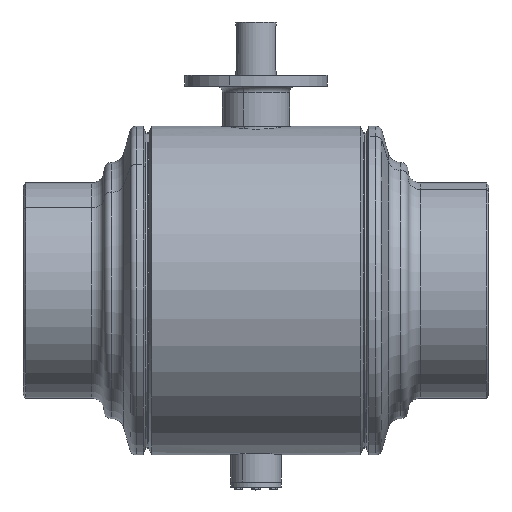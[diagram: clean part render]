
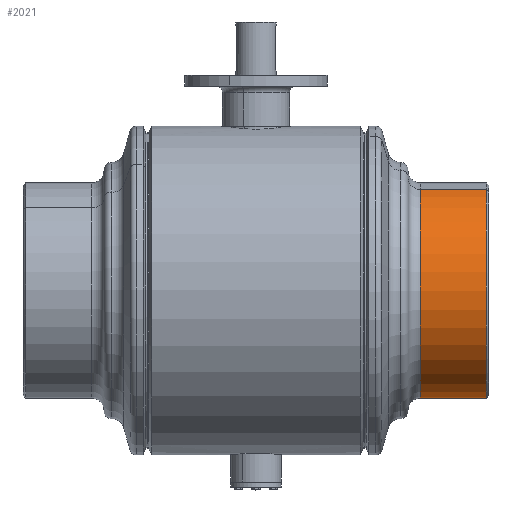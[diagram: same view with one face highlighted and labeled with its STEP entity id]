
A CAD part, top view. The second image highlights one B-rep face of the part: STEP entity #2021.
In plain terms, the highlighted cylindrical face has radius 265 mm (diameter 530 mm), a partial arc.
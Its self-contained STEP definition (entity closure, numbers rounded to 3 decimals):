
#958 = CARTESIAN_POINT ( 'NONE',  ( 0., -30., 0. ) ) ;
#1210 = DIRECTION ( 'NONE',  ( 0., 0., -1. ) ) ;
#1329 = LINE ( 'NONE', #3095, #8442 ) ;
#1869 = CARTESIAN_POINT ( 'NONE',  ( 0., -30., 265. ) ) ;
#1972 = VERTEX_POINT ( 'NONE', #10453 ) ;
#2021 = ADVANCED_FACE ( 'NONE', ( #6801 ), #2809, .T. ) ;
#2034 = EDGE_CURVE ( 'NONE', #1972, #4815, #3196, .T. ) ;
#2275 = DIRECTION ( 'NONE',  ( 0., -1., 0. ) ) ;
#2322 = DIRECTION ( 'NONE',  ( 0., -1., 0. ) ) ;
#2809 = CYLINDRICAL_SURFACE ( 'NONE', #3362, 265. ) ;
#3095 = CARTESIAN_POINT ( 'NONE',  ( 0., 0., 265. ) ) ;
#3196 = LINE ( 'NONE', #4071, #10749 ) ;
#3362 = AXIS2_PLACEMENT_3D ( 'NONE', #6126, #3743, #9469 ) ;
#3392 = ORIENTED_EDGE ( 'NONE', *, *, #9226, .T. ) ;
#3432 = DIRECTION ( 'NONE',  ( 0., -1., 0. ) ) ;
#3610 = CIRCLE ( 'NONE', #6083, 265. ) ;
#3743 = DIRECTION ( 'NONE',  ( 0., -1., 0. ) ) ;
#3993 = EDGE_LOOP ( 'NONE', ( #3392, #6095, #4095, #10540 ) ) ;
#4071 = CARTESIAN_POINT ( 'NONE',  ( 0., 0., -265. ) ) ;
#4095 = ORIENTED_EDGE ( 'NONE', *, *, #9819, .F. ) ;
#4724 = CARTESIAN_POINT ( 'NONE',  ( 0., -193., 0. ) ) ;
#4815 = VERTEX_POINT ( 'NONE', #8075 ) ;
#6083 = AXIS2_PLACEMENT_3D ( 'NONE', #958, #3432, #1210 ) ;
#6095 = ORIENTED_EDGE ( 'NONE', *, *, #10435, .T. ) ;
#6126 = CARTESIAN_POINT ( 'NONE',  ( 0., 0., 0. ) ) ;
#6801 = FACE_OUTER_BOUND ( 'NONE', #3993, .T. ) ;
#7166 = DIRECTION ( 'NONE',  ( 0., -1., 0. ) ) ;
#7312 = VERTEX_POINT ( 'NONE', #9593 ) ;
#8075 = CARTESIAN_POINT ( 'NONE',  ( 0., -193., -265. ) ) ;
#8175 = AXIS2_PLACEMENT_3D ( 'NONE', #4724, #7166, #8853 ) ;
#8442 = VECTOR ( 'NONE', #2275, 1000. ) ;
#8531 = CIRCLE ( 'NONE', #8175, 265. ) ;
#8853 = DIRECTION ( 'NONE',  ( 0., 0., -1. ) ) ;
#9226 = EDGE_CURVE ( 'NONE', #1972, #9632, #3610, .T. ) ;
#9469 = DIRECTION ( 'NONE',  ( 0., 0., -1. ) ) ;
#9593 = CARTESIAN_POINT ( 'NONE',  ( 0., -193., 265. ) ) ;
#9632 = VERTEX_POINT ( 'NONE', #1869 ) ;
#9819 = EDGE_CURVE ( 'NONE', #4815, #7312, #8531, .T. ) ;
#10435 = EDGE_CURVE ( 'NONE', #9632, #7312, #1329, .T. ) ;
#10453 = CARTESIAN_POINT ( 'NONE',  ( 0., -30., -265. ) ) ;
#10540 = ORIENTED_EDGE ( 'NONE', *, *, #2034, .F. ) ;
#10749 = VECTOR ( 'NONE', #2322, 1000. ) ;
